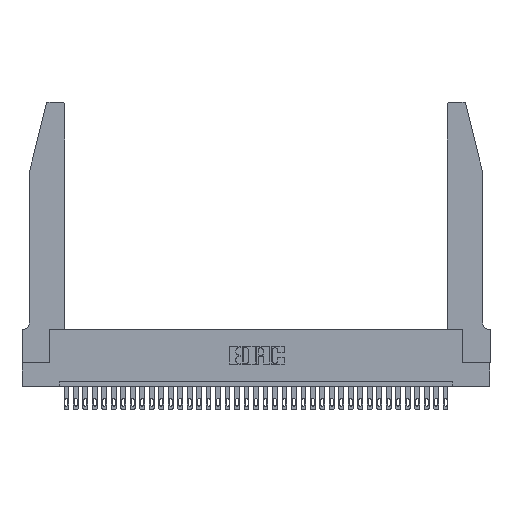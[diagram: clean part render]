
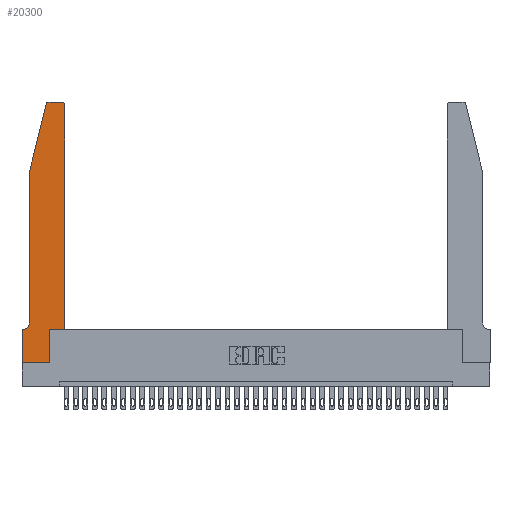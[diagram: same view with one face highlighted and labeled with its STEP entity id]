
A CAD part, top view. The second image highlights one B-rep face of the part: STEP entity #20300.
In plain terms, the highlighted planar face has unit normal (0, 0, 1).
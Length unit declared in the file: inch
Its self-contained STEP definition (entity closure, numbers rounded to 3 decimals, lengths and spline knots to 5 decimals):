
#129 = EDGE_CURVE ( 'NONE', #30223, #31052, #12774, .T. ) ;
#608 = AXIS2_PLACEMENT_3D ( 'NONE', #18827, #7613, #26898 ) ;
#737 = CARTESIAN_POINT ( 'NONE',  ( 0.284, 2.72, 0.37 ) ) ;
#748 = CARTESIAN_POINT ( 'NONE',  ( 0.4505, 0.35, 0.37 ) ) ;
#1084 = CIRCLE ( 'NONE', #608, 0.07 ) ;
#1528 = CARTESIAN_POINT ( 'NONE',  ( 0.0755, 0.35, 0.37 ) ) ;
#2380 = LINE ( 'NONE', #24923, #35599 ) ;
#2486 = DIRECTION ( 'NONE',  ( -1., 0., 0. ) ) ;
#3274 = CARTESIAN_POINT ( 'NONE',  ( 0.4505, 0.35, 0.37 ) ) ;
#4091 = DIRECTION ( 'NONE',  ( 0., 0., 1. ) ) ;
#4178 = CIRCLE ( 'NONE', #10044, 0.03 ) ;
#4748 = ORIENTED_EDGE ( 'NONE', *, *, #4784, .T. ) ;
#4784 = EDGE_CURVE ( 'NONE', #9611, #8197, #26153, .T. ) ;
#5372 = CIRCLE ( 'NONE', #26011, 0.03 ) ;
#5452 = CARTESIAN_POINT ( 'NONE',  ( 0.0755, 2., 0.37 ) ) ;
#5455 = CARTESIAN_POINT ( 'NONE',  ( 0.284, 2.75, 0.37 ) ) ;
#5868 = EDGE_CURVE ( 'NONE', #34584, #22097, #4178, .T. ) ;
#5903 = DIRECTION ( 'NONE',  ( 1., 0., 0. ) ) ;
#5919 = VERTEX_POINT ( 'NONE', #13131 ) ;
#6085 = PLANE ( 'NONE',  #30569 ) ;
#6843 = EDGE_CURVE ( 'NONE', #22097, #34440, #2380, .T. ) ;
#7120 = EDGE_CURVE ( 'NONE', #31058, #10048, #1084, .T. ) ;
#7613 = DIRECTION ( 'NONE',  ( 0., 0., -1. ) ) ;
#7637 = EDGE_CURVE ( 'NONE', #5919, #34584, #29900, .T. ) ;
#8197 = VERTEX_POINT ( 'NONE', #18210 ) ;
#8544 = DIRECTION ( 'NONE',  ( 0., 1., 0. ) ) ;
#8735 = DIRECTION ( 'NONE',  ( 0., -1., 0. ) ) ;
#8800 = LINE ( 'NONE', #29771, #30369 ) ;
#8868 = DIRECTION ( 'NONE',  ( 1., 0., 0. ) ) ;
#8967 = EDGE_CURVE ( 'NONE', #10048, #9611, #25246, .T. ) ;
#9363 = VERTEX_POINT ( 'NONE', #33279 ) ;
#9611 = VERTEX_POINT ( 'NONE', #34511 ) ;
#10044 = AXIS2_PLACEMENT_3D ( 'NONE', #34216, #4091, #23358 ) ;
#10048 = VERTEX_POINT ( 'NONE', #18892 ) ;
#11468 = ORIENTED_EDGE ( 'NONE', *, *, #27047, .T. ) ;
#11574 = CARTESIAN_POINT ( 'NONE',  ( 0.4505, 2.72, 0.37 ) ) ;
#11643 = DIRECTION ( 'NONE',  ( 1., 0., 0. ) ) ;
#11751 = VECTOR ( 'NONE', #8735, 39.37008 ) ;
#11814 = VECTOR ( 'NONE', #26251, 39.37008 ) ;
#12774 = LINE ( 'NONE', #31456, #11814 ) ;
#13121 = LINE ( 'NONE', #33736, #11751 ) ;
#13131 = CARTESIAN_POINT ( 'NONE',  ( 0.4505, 0.35, 0.37 ) ) ;
#13426 = ORIENTED_EDGE ( 'NONE', *, *, #129, .T. ) ;
#13921 = VECTOR ( 'NONE', #8544, 39.37008 ) ;
#14269 = LINE ( 'NONE', #748, #15153 ) ;
#14307 = ORIENTED_EDGE ( 'NONE', *, *, #5868, .T. ) ;
#15153 = VECTOR ( 'NONE', #8868, 39.37008 ) ;
#15870 = VECTOR ( 'NONE', #34037, 39.37008 ) ;
#18210 = CARTESIAN_POINT ( 'NONE',  ( 0., 0., 0.37 ) ) ;
#18355 = CARTESIAN_POINT ( 'NONE',  ( 0.4205, 2.75, 0.37 ) ) ;
#18827 = CARTESIAN_POINT ( 'NONE',  ( 0.0055, 0.42, 0.37 ) ) ;
#18892 = CARTESIAN_POINT ( 'NONE',  ( 0.0055, 0.35, 0.37 ) ) ;
#19906 = CARTESIAN_POINT ( 'NONE',  ( 0., 0., 0.37 ) ) ;
#20300 = ADVANCED_FACE ( 'NONE', ( #21269 ), #6085, .T. ) ;
#21269 = FACE_OUTER_BOUND ( 'NONE', #35069, .T. ) ;
#21740 = ORIENTED_EDGE ( 'NONE', *, *, #28183, .T. ) ;
#22097 = VERTEX_POINT ( 'NONE', #18355 ) ;
#22760 = ORIENTED_EDGE ( 'NONE', *, *, #30658, .T. ) ;
#23131 = ORIENTED_EDGE ( 'NONE', *, *, #24014, .T. ) ;
#23276 = LINE ( 'NONE', #28304, #34521 ) ;
#23358 = DIRECTION ( 'NONE',  ( 1., 0., 0. ) ) ;
#24014 = EDGE_CURVE ( 'NONE', #30205, #5919, #14269, .T. ) ;
#24764 = ORIENTED_EDGE ( 'NONE', *, *, #6843, .T. ) ;
#24805 = CARTESIAN_POINT ( 'NONE',  ( 0.0755, 0.42, 0.37 ) ) ;
#24923 = CARTESIAN_POINT ( 'NONE',  ( 0.2605, 2.75, 0.37 ) ) ;
#25246 = LINE ( 'NONE', #1528, #15870 ) ;
#25323 = CARTESIAN_POINT ( 'NONE',  ( 0., 0.35, 0.37 ) ) ;
#25395 = DIRECTION ( 'NONE',  ( 0., -1., 0. ) ) ;
#26011 = AXIS2_PLACEMENT_3D ( 'NONE', #737, #31555, #28875 ) ;
#26147 = CARTESIAN_POINT ( 'NONE',  ( 0.25487, 2.72718, 0.37 ) ) ;
#26153 = LINE ( 'NONE', #19906, #27048 ) ;
#26251 = DIRECTION ( 'NONE',  ( -0.239, -0.971, 0. ) ) ;
#26274 = CARTESIAN_POINT ( 'NONE',  ( 0.2865, 0.35, 0.37 ) ) ;
#26507 = ORIENTED_EDGE ( 'NONE', *, *, #7120, .T. ) ;
#26898 = DIRECTION ( 'NONE',  ( -1., 0., 0. ) ) ;
#27047 = EDGE_CURVE ( 'NONE', #31052, #31058, #13121, .T. ) ;
#27048 = VECTOR ( 'NONE', #25395, 39.37008 ) ;
#28133 = DIRECTION ( 'NONE',  ( 0., 0., 1. ) ) ;
#28183 = EDGE_CURVE ( 'NONE', #8197, #9363, #23276, .T. ) ;
#28304 = CARTESIAN_POINT ( 'NONE',  ( 0., 0., 0.37 ) ) ;
#28875 = DIRECTION ( 'NONE',  ( 1., 0., 0. ) ) ;
#29075 = ORIENTED_EDGE ( 'NONE', *, *, #7637, .T. ) ;
#29771 = CARTESIAN_POINT ( 'NONE',  ( 0.2865, 0.35, 0.37 ) ) ;
#29900 = LINE ( 'NONE', #3274, #13921 ) ;
#30205 = VERTEX_POINT ( 'NONE', #26274 ) ;
#30223 = VERTEX_POINT ( 'NONE', #26147 ) ;
#30369 = VECTOR ( 'NONE', #32596, 39.37008 ) ;
#30405 = EDGE_CURVE ( 'NONE', #9363, #30205, #8800, .T. ) ;
#30569 = AXIS2_PLACEMENT_3D ( 'NONE', #25323, #28133, #11643 ) ;
#30658 = EDGE_CURVE ( 'NONE', #34440, #30223, #5372, .T. ) ;
#31052 = VERTEX_POINT ( 'NONE', #5452 ) ;
#31058 = VERTEX_POINT ( 'NONE', #24805 ) ;
#31456 = CARTESIAN_POINT ( 'NONE',  ( 0.0755, 2., 0.37 ) ) ;
#31555 = DIRECTION ( 'NONE',  ( 0., 0., 1. ) ) ;
#31748 = ORIENTED_EDGE ( 'NONE', *, *, #30405, .T. ) ;
#32596 = DIRECTION ( 'NONE',  ( 0., 1., 0. ) ) ;
#33279 = CARTESIAN_POINT ( 'NONE',  ( 0.2865, 0., 0.37 ) ) ;
#33736 = CARTESIAN_POINT ( 'NONE',  ( 0.0755, 2., 0.37 ) ) ;
#34037 = DIRECTION ( 'NONE',  ( -1., 0., 0. ) ) ;
#34216 = CARTESIAN_POINT ( 'NONE',  ( 0.4205, 2.72, 0.37 ) ) ;
#34440 = VERTEX_POINT ( 'NONE', #5455 ) ;
#34511 = CARTESIAN_POINT ( 'NONE',  ( 0., 0.35, 0.37 ) ) ;
#34521 = VECTOR ( 'NONE', #5903, 39.37008 ) ;
#34584 = VERTEX_POINT ( 'NONE', #11574 ) ;
#35069 = EDGE_LOOP ( 'NONE', ( #24764, #22760, #13426, #11468, #26507, #35369, #4748, #21740, #31748, #23131, #29075, #14307 ) ) ;
#35369 = ORIENTED_EDGE ( 'NONE', *, *, #8967, .T. ) ;
#35599 = VECTOR ( 'NONE', #2486, 39.37008 ) ;
